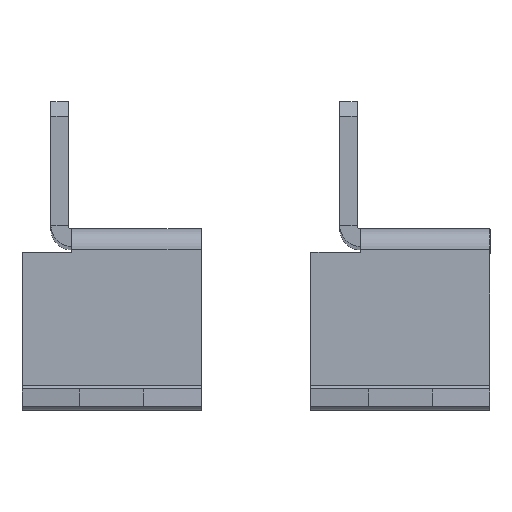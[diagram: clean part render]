
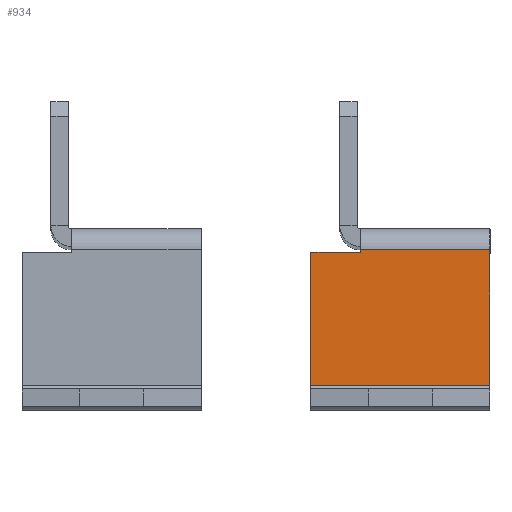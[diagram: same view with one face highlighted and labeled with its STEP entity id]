
A CAD part, top view. The second image highlights one B-rep face of the part: STEP entity #934.
In plain terms, the highlighted planar face has unit normal (0, 0, 1).
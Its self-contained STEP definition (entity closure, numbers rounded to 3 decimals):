
#131=DIRECTION('',(1.,0.,0.));
#132=VECTOR('',#131,22.4);
#133=CARTESIAN_POINT('',(3.6,-20.6,183.8));
#134=LINE('',#133,#132);
#135=DIRECTION('',(0.,1.,0.));
#136=VECTOR('',#135,23.5);
#137=CARTESIAN_POINT('',(26.,-44.1,183.8));
#138=LINE('',#137,#136);
#139=DIRECTION('',(-1.,0.,0.));
#140=VECTOR('',#139,31.);
#141=CARTESIAN_POINT('',(26.,-44.1,183.8));
#142=LINE('',#141,#140);
#435=DIRECTION('',(0.,1.,0.));
#436=VECTOR('',#435,0.4);
#437=CARTESIAN_POINT('',(3.6,-21.,183.8));
#438=LINE('',#437,#436);
#443=DIRECTION('',(1.,0.,0.));
#444=VECTOR('',#443,8.6);
#445=CARTESIAN_POINT('',(-5.,-21.,183.8));
#446=LINE('',#445,#444);
#455=DIRECTION('',(0.,1.,0.));
#456=VECTOR('',#455,23.1);
#457=CARTESIAN_POINT('',(-5.,-44.1,183.8));
#458=LINE('',#457,#456);
#579=CARTESIAN_POINT('',(26.,-20.6,183.8));
#580=VERTEX_POINT('',#579);
#585=CARTESIAN_POINT('',(-5.,-21.,183.8));
#586=VERTEX_POINT('',#585);
#587=CARTESIAN_POINT('',(3.6,-21.,183.8));
#588=VERTEX_POINT('',#587);
#593=CARTESIAN_POINT('',(3.6,-20.6,183.8));
#594=VERTEX_POINT('',#593);
#621=CARTESIAN_POINT('',(-5.,-44.1,183.8));
#622=VERTEX_POINT('',#621);
#651=CARTESIAN_POINT('',(26.,-44.1,183.8));
#652=VERTEX_POINT('',#651);
#916=CARTESIAN_POINT('',(20.,-20.,183.8));
#917=DIRECTION('',(0.,0.,-1.));
#918=DIRECTION('',(0.,1.,0.));
#919=AXIS2_PLACEMENT_3D('',#916,#917,#918);
#920=PLANE('',#919);
#922=ORIENTED_EDGE('',*,*,#921,.T.);
#924=ORIENTED_EDGE('',*,*,#923,.T.);
#926=ORIENTED_EDGE('',*,*,#925,.T.);
#928=ORIENTED_EDGE('',*,*,#927,.T.);
#929=ORIENTED_EDGE('',*,*,#909,.T.);
#931=ORIENTED_EDGE('',*,*,#930,.F.);
#932=EDGE_LOOP('',(#922,#924,#926,#928,#929,#931));
#933=FACE_OUTER_BOUND('',#932,.F.);
#934=ADVANCED_FACE('',(#933),#920,.F.);
#909=EDGE_CURVE('',#594,#580,#134,.T.);
#921=EDGE_CURVE('',#652,#622,#142,.T.);
#923=EDGE_CURVE('',#622,#586,#458,.T.);
#925=EDGE_CURVE('',#586,#588,#446,.T.);
#927=EDGE_CURVE('',#588,#594,#438,.T.);
#930=EDGE_CURVE('',#652,#580,#138,.T.);
